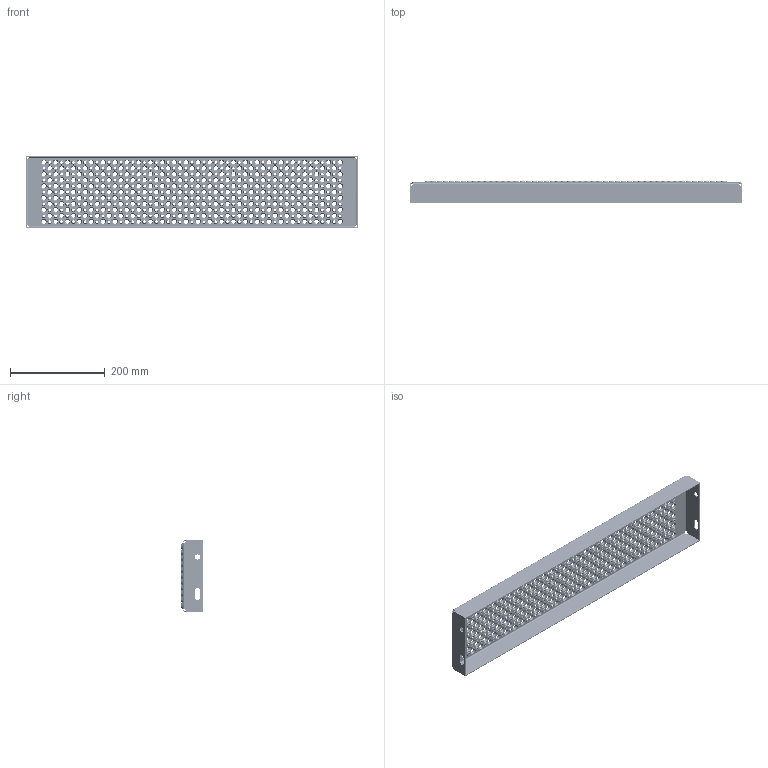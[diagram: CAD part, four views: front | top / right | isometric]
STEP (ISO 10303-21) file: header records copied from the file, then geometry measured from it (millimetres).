
FILE_DESCRIPTION (( 'STEP AP203' ), '1' );
FILE_NAME ('21014_PcP RUSTFRI TRIN_O2_150x700X45mm_M_OPTRÆK.STEP', '2014-02-17T11:50:43', ( '' ), ( '' ), 'SwSTEP 2.0', 'SolidWorks 2013', '' );
FILE_SCHEMA (( 'CONFIG_CONTROL_DESIGN' ));
Products named in the file (1): 21014_PcP RUSTFRI TRIN_O2_150x700X45mm_M_OPTRÆK
Bounding box: 700 x 45 x 150 mm (x, y, z)
Volume: 341702 mm3; surface area: 362726.6 mm2
Topology: 1 solids, 1 shells, 3989 faces, 9124 edges, 5698 vertices
Faces by surface type: cone 2244, cylinder 1150, plane 587, bspline 8
Entity records: 116797 total; most frequent: DIRECTION 22706, CARTESIAN_POINT 19404, ORIENTED_EDGE 18248, AXIS2_PLACEMENT_3D 9632, EDGE_CURVE 9124, VERTEX_POINT 5698, EDGE_LOOP 5680, CIRCLE 5650
